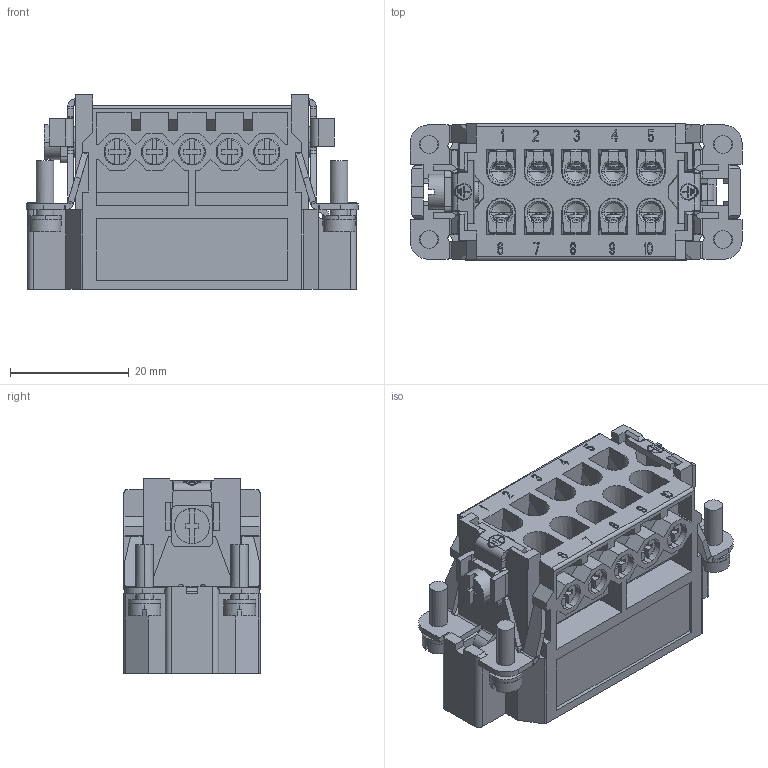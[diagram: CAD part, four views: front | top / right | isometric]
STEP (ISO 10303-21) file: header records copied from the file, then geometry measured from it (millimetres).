
FILE_DESCRIPTION((''),'2;1');
FILE_NAME('3D_1210100110001_HA-010-M_V1_0','2019-01-30T',('lishuang.ye'),(''),'PRO/ENGINEER BY PARAMETRIC TECHNOLOGY CORPORATION, 2010180','PRO/ENGINEER BY PARAMETRIC TECHNOLOGY CORPORATION, 2010180','');
FILE_SCHEMA(('AUTOMOTIVE_DESIGN_CC2 { 1 2 10303 214 -1 1 5 2 }'));
Products named in the file (1): 3D_1210100110001_HA-010-M_V1_0
Bounding box: 55.9 x 22.9 x 32.8 mm (x, y, z)
Volume: 16548.1 mm3; surface area: 20577.6 mm2
Topology: 1 solids, 2 shells, 2895 faces, 8254 edges, 5427 vertices
Faces by surface type: plane 2023, cylinder 549, cone 104, bspline 90, extrusion 61, torus 48, sphere 20
Entity records: 102084 total; most frequent: CARTESIAN_POINT 27640, ORIENTED_EDGE 16428, DIRECTION 14088, EDGE_CURVE 8214, VECTOR 6012, LINE 5951, VERTEX_POINT 5427, AXIS2_PLACEMENT_3D 4038
